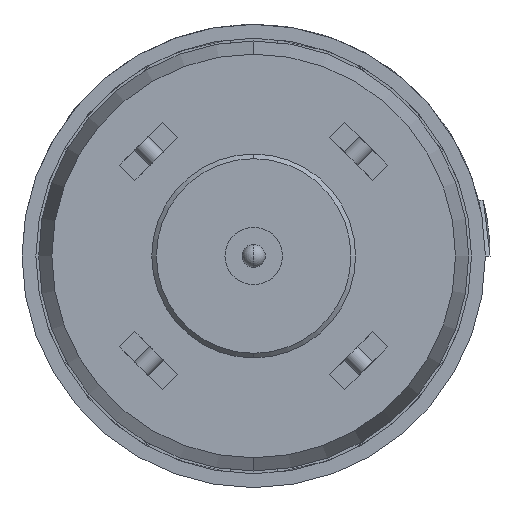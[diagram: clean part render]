
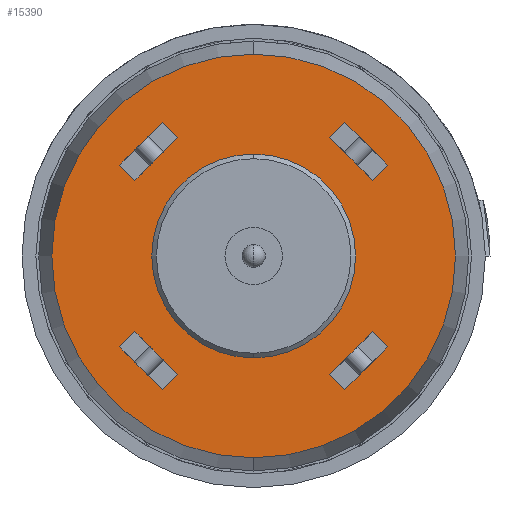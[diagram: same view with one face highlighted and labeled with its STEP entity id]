
A CAD part, front view. The second image highlights one B-rep face of the part: STEP entity #15390.
In plain terms, the highlighted planar face has unit normal (0, -1, 0).
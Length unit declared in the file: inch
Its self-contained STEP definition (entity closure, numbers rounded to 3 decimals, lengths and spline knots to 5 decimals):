
#13813=CARTESIAN_POINT('',(0.,-0.329,0.));
#13814=DIRECTION('',(0.,-1.,0.));
#13815=DIRECTION('',(0.,0.,-1.));
#13816=AXIS2_PLACEMENT_3D('',#13813,#13814,#13815);
#13818=CARTESIAN_POINT('',(0.,-0.329,0.));
#13819=DIRECTION('',(0.,1.,0.));
#13820=DIRECTION('',(0.,0.,-1.));
#13821=AXIS2_PLACEMENT_3D('',#13818,#13819,#13820);
#13823=CARTESIAN_POINT('',(0.,-0.329,0.));
#13824=DIRECTION('',(0.,-1.,0.));
#13825=DIRECTION('',(0.,0.,-1.));
#13826=AXIS2_PLACEMENT_3D('',#13823,#13824,#13825);
#13828=CARTESIAN_POINT('',(0.,-0.329,0.));
#13829=DIRECTION('',(0.,-1.,0.));
#13830=DIRECTION('',(0.,0.,1.));
#13831=AXIS2_PLACEMENT_3D('',#13828,#13829,#13830);
#13833=DIRECTION('',(0.707,0.,-0.707));
#13834=VECTOR('',#13833,0.0656);
#13835=CARTESIAN_POINT('',(-0.14446,-0.329,-0.09808));
#13836=LINE('',#13835,#13834);
#13837=DIRECTION('',(0.707,0.,0.707));
#13838=VECTOR('',#13837,0.023);
#13839=CARTESIAN_POINT('',(-0.09808,-0.329,-0.14446));
#13840=LINE('',#13839,#13838);
#13841=DIRECTION('',(0.707,0.,-0.707));
#13842=VECTOR('',#13841,0.0656);
#13843=CARTESIAN_POINT('',(-0.1282,-0.329,-0.08181));
#13844=LINE('',#13843,#13842);
#13845=DIRECTION('',(0.707,0.,0.707));
#13846=VECTOR('',#13845,0.023);
#13847=CARTESIAN_POINT('',(-0.14446,-0.329,-0.09808));
#13848=LINE('',#13847,#13846);
#13849=DIRECTION('',(0.707,0.,0.707));
#13850=VECTOR('',#13849,0.0656);
#13851=CARTESIAN_POINT('',(0.09808,-0.329,-0.14446));
#13852=LINE('',#13851,#13850);
#13853=DIRECTION('',(-0.707,0.,0.707));
#13854=VECTOR('',#13853,0.023);
#13855=CARTESIAN_POINT('',(0.14446,-0.329,-0.09808));
#13856=LINE('',#13855,#13854);
#13857=DIRECTION('',(0.707,0.,0.707));
#13858=VECTOR('',#13857,0.0656);
#13859=CARTESIAN_POINT('',(0.08181,-0.329,-0.1282));
#13860=LINE('',#13859,#13858);
#13861=DIRECTION('',(-0.707,0.,0.707));
#13862=VECTOR('',#13861,0.023);
#13863=CARTESIAN_POINT('',(0.09808,-0.329,-0.14446));
#13864=LINE('',#13863,#13862);
#13865=DIRECTION('',(-0.707,0.,0.707));
#13866=VECTOR('',#13865,0.0656);
#13867=CARTESIAN_POINT('',(0.14446,-0.329,0.09808));
#13868=LINE('',#13867,#13866);
#13869=DIRECTION('',(-0.707,0.,-0.707));
#13870=VECTOR('',#13869,0.023);
#13871=CARTESIAN_POINT('',(0.09808,-0.329,0.14446));
#13872=LINE('',#13871,#13870);
#13873=DIRECTION('',(-0.707,0.,0.707));
#13874=VECTOR('',#13873,0.0656);
#13875=CARTESIAN_POINT('',(0.1282,-0.329,0.08181));
#13876=LINE('',#13875,#13874);
#13877=DIRECTION('',(-0.707,0.,-0.707));
#13878=VECTOR('',#13877,0.023);
#13879=CARTESIAN_POINT('',(0.14446,-0.329,0.09808));
#13880=LINE('',#13879,#13878);
#13881=DIRECTION('',(-0.707,0.,-0.707));
#13882=VECTOR('',#13881,0.0656);
#13883=CARTESIAN_POINT('',(-0.09808,-0.329,0.14446));
#13884=LINE('',#13883,#13882);
#13885=DIRECTION('',(0.707,0.,-0.707));
#13886=VECTOR('',#13885,0.023);
#13887=CARTESIAN_POINT('',(-0.14446,-0.329,0.09808));
#13888=LINE('',#13887,#13886);
#13889=DIRECTION('',(-0.707,0.,-0.707));
#13890=VECTOR('',#13889,0.0656);
#13891=CARTESIAN_POINT('',(-0.08181,-0.329,0.1282));
#13892=LINE('',#13891,#13890);
#13893=DIRECTION('',(0.707,0.,-0.707));
#13894=VECTOR('',#13893,0.023);
#13895=CARTESIAN_POINT('',(-0.09808,-0.329,0.14446));
#13896=LINE('',#13895,#13894);
#14473=CARTESIAN_POINT('',(0.,-0.329,-0.2178));
#14474=VERTEX_POINT('',#14473);
#14479=CARTESIAN_POINT('',(0.,-0.329,0.2178));
#14480=VERTEX_POINT('',#14479);
#14489=CARTESIAN_POINT('',(0.,-0.329,-0.11));
#14490=CARTESIAN_POINT('',(0.,-0.329,0.11));
#14491=VERTEX_POINT('',#14489);
#14492=VERTEX_POINT('',#14490);
#14569=CARTESIAN_POINT('',(-0.14446,-0.329,-0.09808));
#14570=CARTESIAN_POINT('',(-0.09808,-0.329,-0.14446));
#14571=VERTEX_POINT('',#14569);
#14572=VERTEX_POINT('',#14570);
#14573=CARTESIAN_POINT('',(-0.1282,-0.329,-0.08181));
#14574=CARTESIAN_POINT('',(-0.08181,-0.329,-0.1282));
#14575=VERTEX_POINT('',#14573);
#14576=VERTEX_POINT('',#14574);
#14617=CARTESIAN_POINT('',(0.09808,-0.329,-0.14446));
#14618=CARTESIAN_POINT('',(0.14446,-0.329,-0.09808));
#14619=VERTEX_POINT('',#14617);
#14620=VERTEX_POINT('',#14618);
#14621=CARTESIAN_POINT('',(0.08181,-0.329,-0.1282));
#14622=CARTESIAN_POINT('',(0.1282,-0.329,-0.08181));
#14623=VERTEX_POINT('',#14621);
#14624=VERTEX_POINT('',#14622);
#14665=CARTESIAN_POINT('',(0.14446,-0.329,0.09808));
#14666=CARTESIAN_POINT('',(0.09808,-0.329,0.14446));
#14667=VERTEX_POINT('',#14665);
#14668=VERTEX_POINT('',#14666);
#14669=CARTESIAN_POINT('',(0.1282,-0.329,0.08181));
#14670=CARTESIAN_POINT('',(0.08181,-0.329,0.1282));
#14671=VERTEX_POINT('',#14669);
#14672=VERTEX_POINT('',#14670);
#14713=CARTESIAN_POINT('',(-0.09808,-0.329,0.14446));
#14714=CARTESIAN_POINT('',(-0.14446,-0.329,0.09808));
#14715=VERTEX_POINT('',#14713);
#14716=VERTEX_POINT('',#14714);
#14717=CARTESIAN_POINT('',(-0.08181,-0.329,0.1282));
#14718=CARTESIAN_POINT('',(-0.1282,-0.329,0.08181));
#14719=VERTEX_POINT('',#14717);
#14720=VERTEX_POINT('',#14718);
#15335=CARTESIAN_POINT('',(0.,-0.329,0.));
#15336=DIRECTION('',(0.,1.,0.));
#15337=DIRECTION('',(0.,0.,1.));
#15338=AXIS2_PLACEMENT_3D('',#15335,#15336,#15337);
#15339=PLANE('',#15338);
#15340=ORIENTED_EDGE('',*,*,#15300,.F.);
#15341=ORIENTED_EDGE('',*,*,#15323,.T.);
#15342=EDGE_LOOP('',(#15340,#15341));
#15343=FACE_OUTER_BOUND('',#15342,.F.);
#15345=ORIENTED_EDGE('',*,*,#15344,.T.);
#15347=ORIENTED_EDGE('',*,*,#15346,.T.);
#15348=EDGE_LOOP('',(#15345,#15347));
#15349=FACE_BOUND('',#15348,.F.);
#15351=ORIENTED_EDGE('',*,*,#15350,.T.);
#15353=ORIENTED_EDGE('',*,*,#15352,.T.);
#15355=ORIENTED_EDGE('',*,*,#15354,.F.);
#15357=ORIENTED_EDGE('',*,*,#15356,.F.);
#15358=EDGE_LOOP('',(#15351,#15353,#15355,#15357));
#15359=FACE_BOUND('',#15358,.F.);
#15361=ORIENTED_EDGE('',*,*,#15360,.T.);
#15363=ORIENTED_EDGE('',*,*,#15362,.T.);
#15365=ORIENTED_EDGE('',*,*,#15364,.F.);
#15367=ORIENTED_EDGE('',*,*,#15366,.F.);
#15368=EDGE_LOOP('',(#15361,#15363,#15365,#15367));
#15369=FACE_BOUND('',#15368,.F.);
#15371=ORIENTED_EDGE('',*,*,#15370,.T.);
#15373=ORIENTED_EDGE('',*,*,#15372,.T.);
#15375=ORIENTED_EDGE('',*,*,#15374,.F.);
#15377=ORIENTED_EDGE('',*,*,#15376,.F.);
#15378=EDGE_LOOP('',(#15371,#15373,#15375,#15377));
#15379=FACE_BOUND('',#15378,.F.);
#15381=ORIENTED_EDGE('',*,*,#15380,.T.);
#15383=ORIENTED_EDGE('',*,*,#15382,.T.);
#15385=ORIENTED_EDGE('',*,*,#15384,.F.);
#15387=ORIENTED_EDGE('',*,*,#15386,.F.);
#15388=EDGE_LOOP('',(#15381,#15383,#15385,#15387));
#15389=FACE_BOUND('',#15388,.F.);
#15390=ADVANCED_FACE('',(#15343,#15349,#15359,#15369,#15379,#15389),#15339,.F.);
#13817=CIRCLE('',#13816,0.2178);
#13822=CIRCLE('',#13821,0.2178);
#13827=CIRCLE('',#13826,0.11);
#13832=CIRCLE('',#13831,0.11);
#15300=EDGE_CURVE('',#14474,#14480,#13817,.T.);
#15323=EDGE_CURVE('',#14474,#14480,#13822,.T.);
#15344=EDGE_CURVE('',#14491,#14492,#13827,.T.);
#15346=EDGE_CURVE('',#14492,#14491,#13832,.T.);
#15350=EDGE_CURVE('',#14571,#14572,#13836,.T.);
#15352=EDGE_CURVE('',#14572,#14576,#13840,.T.);
#15354=EDGE_CURVE('',#14575,#14576,#13844,.T.);
#15356=EDGE_CURVE('',#14571,#14575,#13848,.T.);
#15360=EDGE_CURVE('',#14619,#14620,#13852,.T.);
#15362=EDGE_CURVE('',#14620,#14624,#13856,.T.);
#15364=EDGE_CURVE('',#14623,#14624,#13860,.T.);
#15366=EDGE_CURVE('',#14619,#14623,#13864,.T.);
#15370=EDGE_CURVE('',#14667,#14668,#13868,.T.);
#15372=EDGE_CURVE('',#14668,#14672,#13872,.T.);
#15374=EDGE_CURVE('',#14671,#14672,#13876,.T.);
#15376=EDGE_CURVE('',#14667,#14671,#13880,.T.);
#15380=EDGE_CURVE('',#14715,#14716,#13884,.T.);
#15382=EDGE_CURVE('',#14716,#14720,#13888,.T.);
#15384=EDGE_CURVE('',#14719,#14720,#13892,.T.);
#15386=EDGE_CURVE('',#14715,#14719,#13896,.T.);
